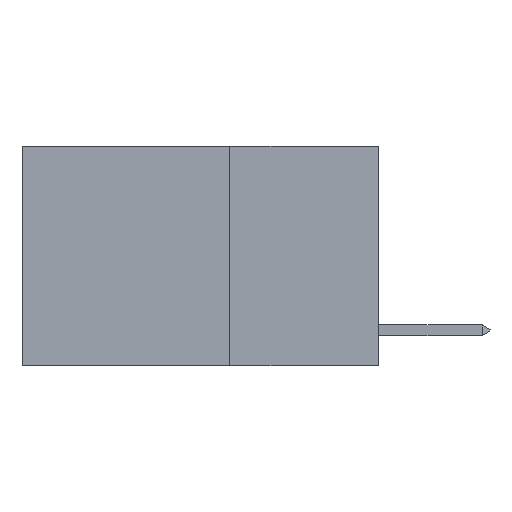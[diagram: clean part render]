
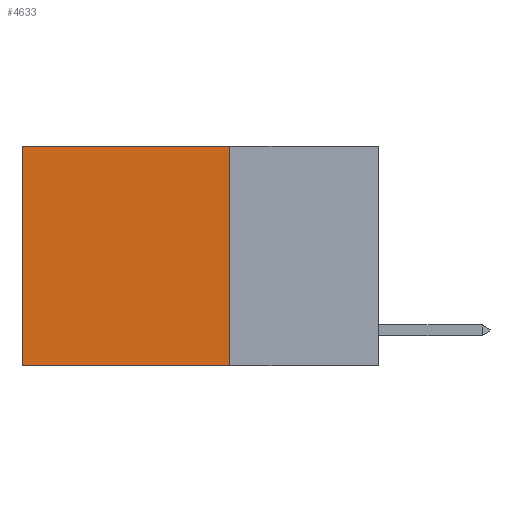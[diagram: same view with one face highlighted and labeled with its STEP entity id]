
A CAD part, left-side view. The second image highlights one B-rep face of the part: STEP entity #4633.
In plain terms, the highlighted planar face has unit normal (-1, 0, 0).
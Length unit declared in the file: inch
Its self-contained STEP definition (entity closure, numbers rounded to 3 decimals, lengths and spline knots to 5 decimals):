
#413 = DIRECTION ( 'NONE',  ( 1., 0., 0. ) ) ;
#506 = VERTEX_POINT ( 'NONE', #1139 ) ;
#531 = CARTESIAN_POINT ( 'NONE',  ( 0.2625, 0.6, 0. ) ) ;
#852 = EDGE_CURVE ( 'NONE', #6514, #3234, #6016, .T. ) ;
#1139 = CARTESIAN_POINT ( 'NONE',  ( 0.2625, 0.25, 0. ) ) ;
#1158 = EDGE_CURVE ( 'NONE', #5798, #3234, #5129, .T. ) ;
#1272 = CARTESIAN_POINT ( 'NONE',  ( 0.2625, 0.6, 0. ) ) ;
#1492 = ORIENTED_EDGE ( 'NONE', *, *, #852, .F. ) ;
#1617 = AXIS2_PLACEMENT_3D ( 'NONE', #7113, #413, #3064 ) ;
#2009 = CARTESIAN_POINT ( 'NONE',  ( 0.2625, 0.6, -0.37 ) ) ;
#2232 = EDGE_LOOP ( 'NONE', ( #7035, #1492, #7364, #6385 ) ) ;
#2265 = CARTESIAN_POINT ( 'NONE',  ( 0.2625, 0.25, 0. ) ) ;
#2467 = VECTOR ( 'NONE', #8434, 39.37008 ) ;
#2670 = DIRECTION ( 'NONE',  ( 0., 1., 0. ) ) ;
#2921 = FACE_OUTER_BOUND ( 'NONE', #2232, .T. ) ;
#3053 = LINE ( 'NONE', #2265, #2467 ) ;
#3064 = DIRECTION ( 'NONE',  ( 0., 0., -1. ) ) ;
#3225 = VECTOR ( 'NONE', #2670, 39.37008 ) ;
#3234 = VERTEX_POINT ( 'NONE', #2009 ) ;
#3873 = CARTESIAN_POINT ( 'NONE',  ( 0.2625, 0.25, -0.37 ) ) ;
#4202 = DIRECTION ( 'NONE',  ( 0., 1., 0. ) ) ;
#4402 = DIRECTION ( 'NONE',  ( 0., 0., -1. ) ) ;
#4633 = ADVANCED_FACE ( 'NONE', ( #2921 ), #6406, .F. ) ;
#5129 = LINE ( 'NONE', #531, #8567 ) ;
#5445 = LINE ( 'NONE', #6213, #7702 ) ;
#5639 = EDGE_CURVE ( 'NONE', #506, #5798, #5445, .T. ) ;
#5743 = EDGE_CURVE ( 'NONE', #506, #6514, #3053, .T. ) ;
#5798 = VERTEX_POINT ( 'NONE', #1272 ) ;
#6016 = LINE ( 'NONE', #3873, #3225 ) ;
#6213 = CARTESIAN_POINT ( 'NONE',  ( 0.2625, 0.25, 0. ) ) ;
#6385 = ORIENTED_EDGE ( 'NONE', *, *, #5639, .T. ) ;
#6406 = PLANE ( 'NONE',  #1617 ) ;
#6514 = VERTEX_POINT ( 'NONE', #6954 ) ;
#6954 = CARTESIAN_POINT ( 'NONE',  ( 0.2625, 0.25, -0.37 ) ) ;
#7035 = ORIENTED_EDGE ( 'NONE', *, *, #1158, .T. ) ;
#7113 = CARTESIAN_POINT ( 'NONE',  ( 0.2625, 0.25, 0. ) ) ;
#7364 = ORIENTED_EDGE ( 'NONE', *, *, #5743, .F. ) ;
#7702 = VECTOR ( 'NONE', #4202, 39.37008 ) ;
#8434 = DIRECTION ( 'NONE',  ( 0., 0., -1. ) ) ;
#8567 = VECTOR ( 'NONE', #4402, 39.37008 ) ;
